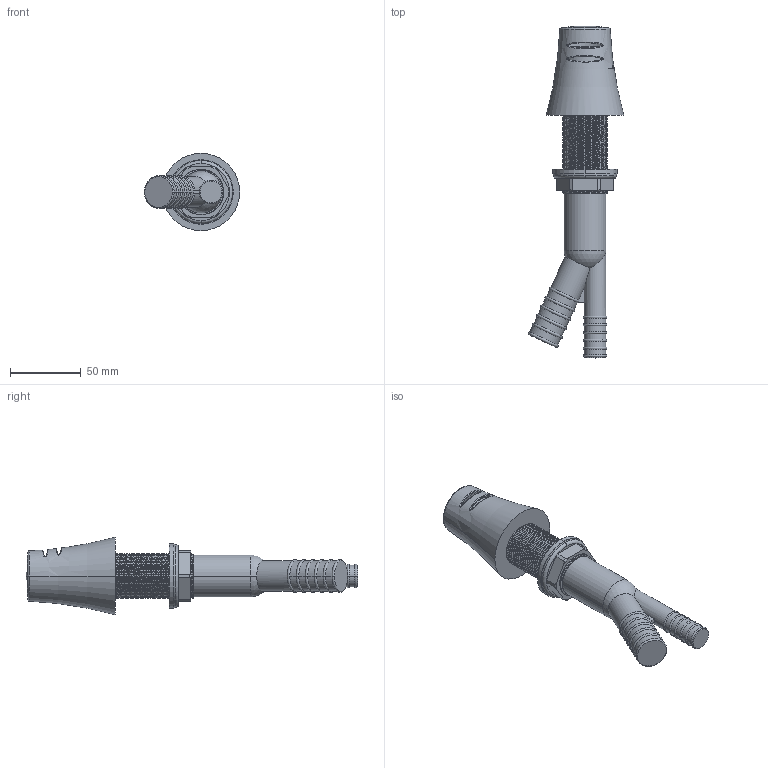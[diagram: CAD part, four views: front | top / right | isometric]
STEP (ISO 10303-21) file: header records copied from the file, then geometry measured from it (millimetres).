
FILE_DESCRIPTION((''),'2;1');
FILE_NAME('2500-5711','2021-10-04T15:12:54',('rsmith'),(''),'CREO PARAMETRIC BY PTC INC, 2018400','CREO PARAMETRIC BY PTC INC, 2018400','');
FILE_SCHEMA(('AUTOMOTIVE_DESIGN { 1 0 10303 214 1 1 1 1 }'));
Length unit declared in the file: inch
Products named in the file (1): 2500-5711
Bounding box: 67.62 x 235.14 x 54.86 mm (x, y, z)
Volume: 186244.1 mm3; surface area: 46515.6 mm2
Topology: 1 solids, 1 shells, 261 faces, 674 edges, 422 vertices
Faces by surface type: cylinder 122, plane 58, bspline 40, torus 31, sphere 6, extrusion 4
Entity records: 29068 total; most frequent: CARTESIAN_POINT 20414, ORIENTED_EDGE 1340, DIRECTION 1012, PRESENTATION_STYLE_ASSIGNMENT 757, STYLED_ITEM 757, CURVE_STYLE 670, EDGE_CURVE 670, VERTEX_POINT 422
